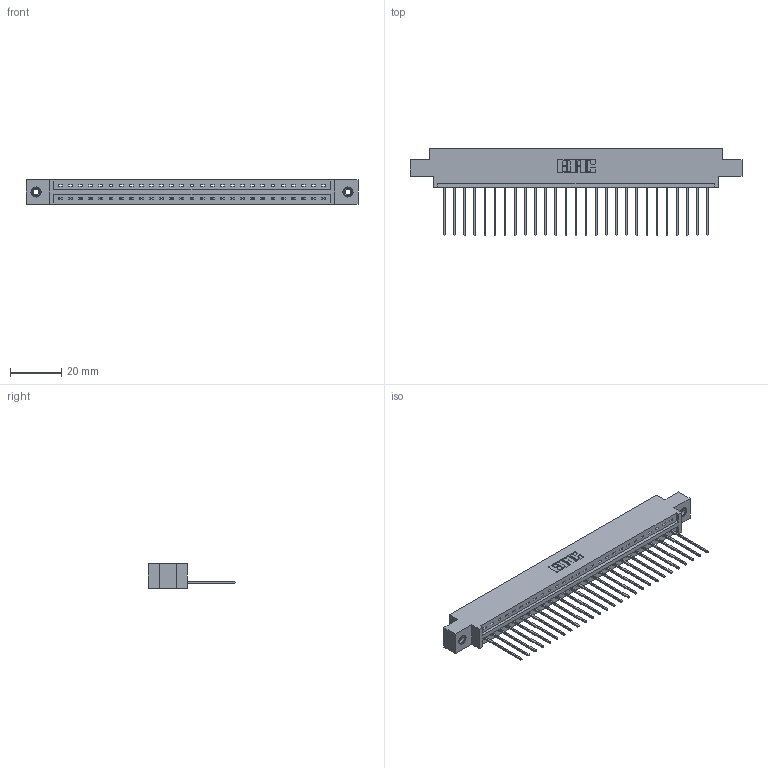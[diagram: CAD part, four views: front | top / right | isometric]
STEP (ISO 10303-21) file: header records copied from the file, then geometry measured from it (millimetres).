
FILE_DESCRIPTION (( 'STEP AP203' ), '1' );
FILE_NAME ('387-027-541-608.STEP', '2018-09-16T15:30:29', ( '' ), ( '' ), 'SwSTEP 2.0', 'SolidWorks 2016', '' );
FILE_SCHEMA (( 'CONFIG_CONTROL_DESIGN' ));
Length unit declared in the file: inch
Products named in the file (4): 337 Part_0.170 Offset - 0.156 Dia-TI; 345-292-001_345-293-141; 345-250-001_345-250-003-102; 387-027-541-608
Assembly tree (30 placements, depth 2):
  387-027-541-608
    337 Part_0.170 Offset - 0.156 Dia-TI
    345-292-001_345-293-141  x27
    345-250-001_345-250-003-102  x2
Bounding box: 130 x 34.3 x 9.4 mm (x, y, z)
Volume: 13288.4 mm3; surface area: 14322.5 mm2
Topology: 30 solids, 30 shells, 1852 faces, 5535 edges, 3646 vertices
Faces by surface type: plane 1348, cylinder 488, cone 12, torus 4
Entity records: 23346 total; most frequent: CARTESIAN_POINT 4046, ORIENTED_EDGE 4002, DIRECTION 3469, EDGE_CURVE 2001, VECTOR 1853, LINE 1853, VERTEX_POINT 1328, AXIS2_PLACEMENT_3D 808
